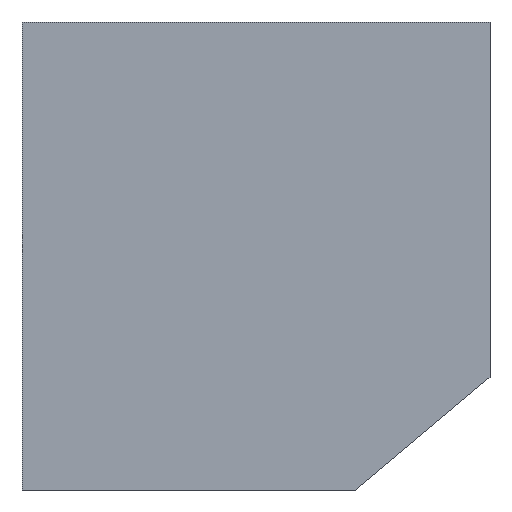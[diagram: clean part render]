
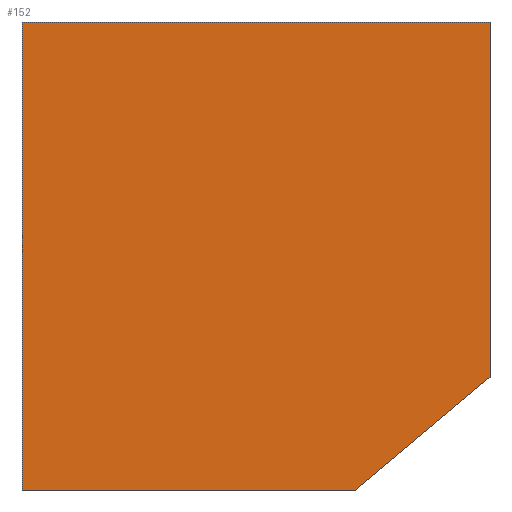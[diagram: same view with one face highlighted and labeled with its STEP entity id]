
A CAD part, front view. The second image highlights one B-rep face of the part: STEP entity #152.
In plain terms, the highlighted planar face has unit normal (0, -1, 0).
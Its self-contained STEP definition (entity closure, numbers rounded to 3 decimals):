
#23=PLANE('',#177);
#32=FACE_OUTER_BOUND('',#42,.T.);
#42=EDGE_LOOP('',(#138,#139,#140,#141,#142));
#44=LINE('',#229,#60);
#48=LINE('',#237,#64);
#51=LINE('',#243,#67);
#54=LINE('',#249,#70);
#57=LINE('',#254,#73);
#60=VECTOR('',#191,10.);
#64=VECTOR('',#197,10.);
#67=VECTOR('',#202,10.);
#70=VECTOR('',#207,10.);
#73=VECTOR('',#212,10.);
#79=VERTEX_POINT('',#227);
#80=VERTEX_POINT('',#228);
#83=VERTEX_POINT('',#236);
#85=VERTEX_POINT('',#242);
#87=VERTEX_POINT('',#248);
#92=EDGE_CURVE('',#79,#80,#44,.T.);
#96=EDGE_CURVE('',#80,#83,#48,.T.);
#99=EDGE_CURVE('',#83,#85,#51,.T.);
#102=EDGE_CURVE('',#85,#87,#54,.T.);
#105=EDGE_CURVE('',#87,#79,#57,.T.);
#138=ORIENTED_EDGE('',*,*,#105,.T.);
#139=ORIENTED_EDGE('',*,*,#92,.T.);
#140=ORIENTED_EDGE('',*,*,#96,.T.);
#141=ORIENTED_EDGE('',*,*,#99,.T.);
#142=ORIENTED_EDGE('',*,*,#102,.T.);
#152=ADVANCED_FACE('',(#32),#23,.F.);
#177=AXIS2_PLACEMENT_3D('',#257,#216,#217);
#191=DIRECTION('',(-1.,0.,0.));
#197=DIRECTION('',(0.,0.,-1.));
#202=DIRECTION('',(1.,0.,0.));
#207=DIRECTION('',(0.767,0.,0.641));
#212=DIRECTION('',(0.,0.,1.));
#216=DIRECTION('center_axis',(0.,1.,0.));
#217=DIRECTION('ref_axis',(1.,0.,0.));
#227=CARTESIAN_POINT('',(5.,0.,0.));
#228=CARTESIAN_POINT('',(0.,0.,0.));
#229=CARTESIAN_POINT('',(5.,0.,0.));
#236=CARTESIAN_POINT('',(0.,0.,-5.));
#237=CARTESIAN_POINT('',(0.,0.,0.));
#242=CARTESIAN_POINT('',(3.559,0.,-5.));
#243=CARTESIAN_POINT('',(0.,0.,-5.));
#248=CARTESIAN_POINT('',(5.,0.,-3.795));
#249=CARTESIAN_POINT('',(3.559,0.,-5.));
#254=CARTESIAN_POINT('',(5.,0.,-3.795));
#257=CARTESIAN_POINT('Origin',(2.5,0.,-2.5));
